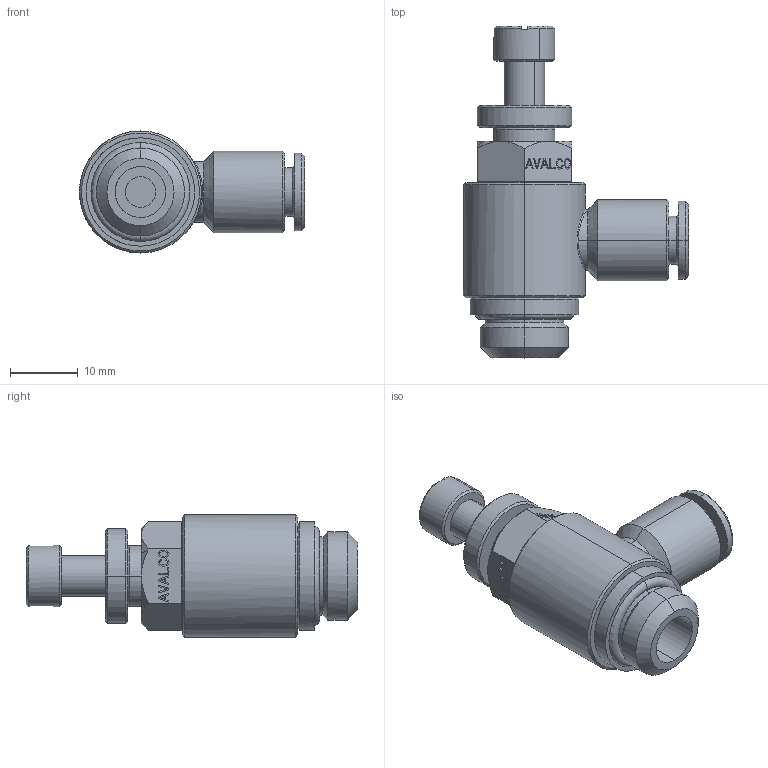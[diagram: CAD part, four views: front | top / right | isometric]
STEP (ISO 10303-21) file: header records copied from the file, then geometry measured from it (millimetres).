
FILE_DESCRIPTION(('CATIA V5 STEP Exchange'),'2;1');
FILE_NAME('INMC24-PR06G14.stp','2019-01-10T11:48:12+00:00',('none'),('none'),'CATIA Version 5 Release 21 GA (IN-10)','CATIA V5 STEP AP203','none');
FILE_SCHEMA(('CONFIG_CONTROL_DESIGN'));
Length unit declared in the file: millimetre
Products named in the file (1): INMC24-PR06G14
Bounding box: 33.2 x 48.95 x 18 mm (x, y, z)
Volume: 8513.2 mm3; surface area: 4175.2 mm2
Topology: 1 solids, 3 shells, 451 faces, 1176 edges, 772 vertices
Faces by surface type: plane 364, cylinder 38, cone 38, bspline 7, torus 4
Entity records: 13838 total; most frequent: CARTESIAN_POINT 3211, ORIENTED_EDGE 2352, DIRECTION 1828, EDGE_CURVE 1176, VECTOR 1013, LINE 1013, VERTEX_POINT 772, EDGE_LOOP 492
